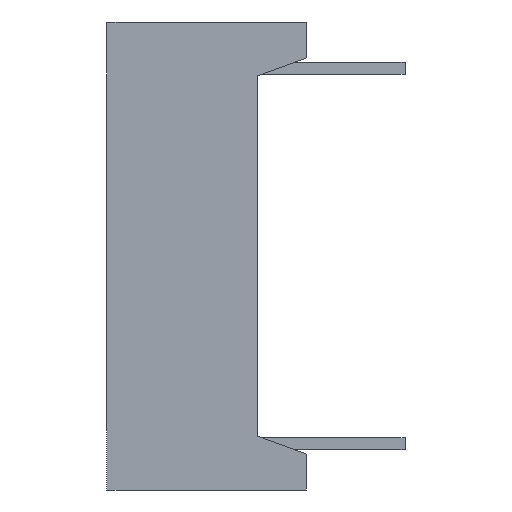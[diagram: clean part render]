
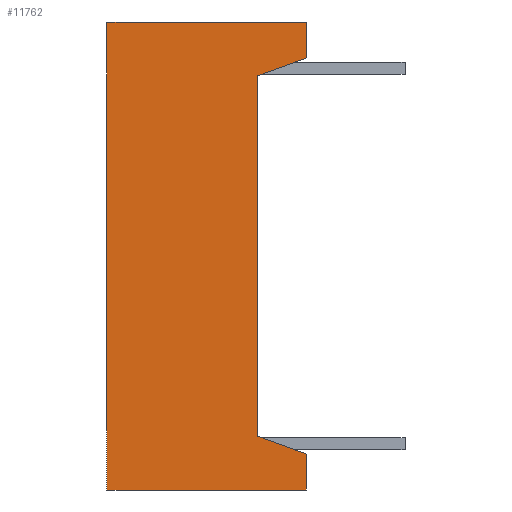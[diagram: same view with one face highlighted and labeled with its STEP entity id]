
A CAD part, left-side view. The second image highlights one B-rep face of the part: STEP entity #11762.
In plain terms, the highlighted planar face has unit normal (-1, 0, 0).
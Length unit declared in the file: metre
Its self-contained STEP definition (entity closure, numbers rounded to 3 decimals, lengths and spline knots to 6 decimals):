
#1266=LINE('',#21224,#2438);
#1270=LINE('',#21233,#2442);
#1583=LINE('',#21940,#2755);
#1594=LINE('',#21963,#2766);
#1597=LINE('',#21968,#2769);
#1608=LINE('',#21992,#2780);
#1609=LINE('',#21993,#2781);
#1610=LINE('',#21994,#2782);
#2438=VECTOR('',#16601,1.);
#2442=VECTOR('',#16607,1.);
#2755=VECTOR('',#17244,1.);
#2766=VECTOR('',#17257,1.);
#2769=VECTOR('',#17262,1.);
#2780=VECTOR('',#17293,1.);
#2781=VECTOR('',#17294,1.);
#2782=VECTOR('',#17295,1.);
#3343=PLANE('',#14275);
#6256=ORIENTED_EDGE('',*,*,#8195,.F.);
#6257=ORIENTED_EDGE('',*,*,#7827,.F.);
#6258=ORIENTED_EDGE('',*,*,#8196,.T.);
#6259=ORIENTED_EDGE('',*,*,#8178,.T.);
#6260=ORIENTED_EDGE('',*,*,#8181,.F.);
#6261=ORIENTED_EDGE('',*,*,#8167,.F.);
#6262=ORIENTED_EDGE('',*,*,#8197,.T.);
#6263=ORIENTED_EDGE('',*,*,#7823,.F.);
#7823=EDGE_CURVE('',#9029,#9030,#1266,.T.);
#7827=EDGE_CURVE('',#9033,#9034,#1270,.T.);
#8167=EDGE_CURVE('',#9265,#9266,#1583,.T.);
#8178=EDGE_CURVE('',#9277,#9276,#1594,.T.);
#8181=EDGE_CURVE('',#9266,#9276,#1597,.T.);
#8195=EDGE_CURVE('',#9034,#9029,#1608,.T.);
#8196=EDGE_CURVE('',#9033,#9277,#1609,.T.);
#8197=EDGE_CURVE('',#9265,#9030,#1610,.T.);
#9029=VERTEX_POINT('',#21223);
#9030=VERTEX_POINT('',#21225);
#9033=VERTEX_POINT('',#21232);
#9034=VERTEX_POINT('',#21234);
#9265=VERTEX_POINT('',#21939);
#9266=VERTEX_POINT('',#21941);
#9276=VERTEX_POINT('',#21962);
#9277=VERTEX_POINT('',#21964);
#10220=EDGE_LOOP('',(#6256,#6257,#6258,#6259,#6260,#6261,#6262,#6263));
#10945=FACE_BOUND('',#10220,.T.);
#11762=ADVANCED_FACE('',(#10945),#3343,.T.);
#14275=AXIS2_PLACEMENT_3D('',#21991,#17291,#17292);
#16601=DIRECTION('',(0.,-0.94,-0.342));
#16607=DIRECTION('',(0.,0.94,-0.342));
#17244=DIRECTION('',(0.,1.,0.));
#17257=DIRECTION('',(0.,1.,0.));
#17262=DIRECTION('',(0.,0.,1.));
#17291=DIRECTION('',(-1.,0.,0.));
#17292=DIRECTION('',(0.,0.,1.));
#17293=DIRECTION('',(0.,0.,-1.));
#17294=DIRECTION('',(0.,0.,1.));
#17295=DIRECTION('',(0.,0.,1.));
#21223=CARTESIAN_POINT('',(-0.0188,-0.0061,-0.007312));
#21224=CARTESIAN_POINT('',(-0.0188,-0.007149,-0.007694));
#21225=CARTESIAN_POINT('',(-0.0188,-0.0081,-0.00804));
#21232=CARTESIAN_POINT('',(-0.0188,-0.0081,0.00804));
#21233=CARTESIAN_POINT('',(-0.0188,0.003269,0.003902));
#21234=CARTESIAN_POINT('',(-0.0188,-0.0061,0.007312));
#21939=CARTESIAN_POINT('',(-0.0188,-0.0081,-0.0095));
#21940=CARTESIAN_POINT('',(-0.0188,-0.0081,-0.0095));
#21941=CARTESIAN_POINT('',(-0.0188,0.,-0.0095));
#21962=CARTESIAN_POINT('',(-0.0188,0.,0.0095));
#21963=CARTESIAN_POINT('',(-0.0188,-0.0081,0.0095));
#21964=CARTESIAN_POINT('',(-0.0188,-0.0081,0.0095));
#21968=CARTESIAN_POINT('',(-0.0188,0.,0.));
#21991=CARTESIAN_POINT('',(-0.0188,-0.0081,0.));
#21992=CARTESIAN_POINT('',(-0.0188,-0.0061,-0.016207));
#21993=CARTESIAN_POINT('',(-0.0188,-0.0081,0.));
#21994=CARTESIAN_POINT('',(-0.0188,-0.0081,0.));
